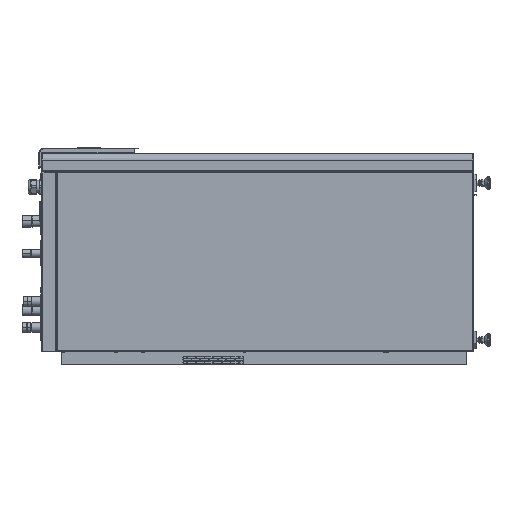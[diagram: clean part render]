
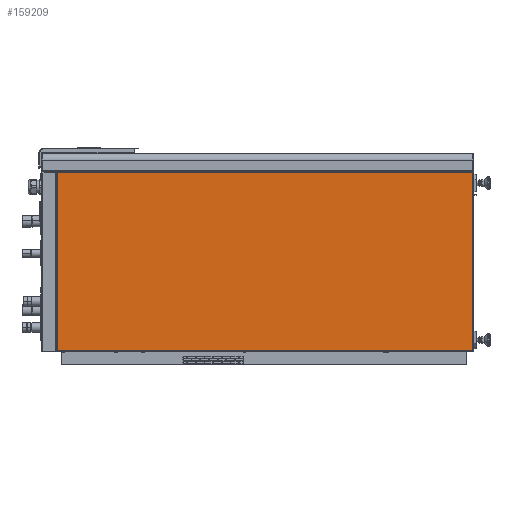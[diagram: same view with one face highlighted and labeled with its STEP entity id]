
A CAD part, left-side view. The second image highlights one B-rep face of the part: STEP entity #159209.
In plain terms, the highlighted planar face has unit normal (-1, 0, 0).
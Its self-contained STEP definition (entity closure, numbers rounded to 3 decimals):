
#5635=DIRECTION('',(0.,1.,0.));
#5636=VECTOR('',#5635,1530.);
#5637=CARTESIAN_POINT('',(-346.,-37.,-329.));
#5638=LINE('',#5637,#5636);
#11999=DIRECTION('',(0.,-1.,0.));
#12000=VECTOR('',#11999,1530.);
#12001=CARTESIAN_POINT('',(-346.,1493.,329.));
#12002=LINE('',#12001,#12000);
#55753=DIRECTION('',(0.,0.,1.));
#55754=VECTOR('',#55753,658.);
#55755=CARTESIAN_POINT('',(-346.,1493.,-329.));
#55756=LINE('',#55755,#55754);
#55834=DIRECTION('',(0.,0.,-1.));
#55835=VECTOR('',#55834,658.);
#55836=CARTESIAN_POINT('',(-346.,-37.,329.));
#55837=LINE('',#55836,#55835);
#87011=CARTESIAN_POINT('',(-346.,-37.,-329.));
#87012=CARTESIAN_POINT('',(-346.,1493.,-329.));
#87013=VERTEX_POINT('',#87011);
#87014=VERTEX_POINT('',#87012);
#87019=CARTESIAN_POINT('',(-346.,1493.,329.));
#87020=VERTEX_POINT('',#87019);
#87131=CARTESIAN_POINT('',(-346.,-37.,329.));
#87133=VERTEX_POINT('',#87131);
#159197=CARTESIAN_POINT('',(-346.,1493.,-331.));
#159198=DIRECTION('',(-1.,0.,0.));
#159199=DIRECTION('',(0.,0.,1.));
#159200=AXIS2_PLACEMENT_3D('',#159197,#159198,#159199);
#159201=PLANE('',#159200);
#159203=ORIENTED_EDGE('',*,*,#159202,.T.);
#159204=ORIENTED_EDGE('',*,*,#102521,.T.);
#159205=ORIENTED_EDGE('',*,*,#159119,.T.);
#159206=ORIENTED_EDGE('',*,*,#109236,.T.);
#159207=EDGE_LOOP('',(#159203,#159204,#159205,#159206));
#159208=FACE_OUTER_BOUND('',#159207,.F.);
#102521=EDGE_CURVE('',#87013,#87014,#5638,.T.);
#109236=EDGE_CURVE('',#87020,#87133,#12002,.T.);
#159119=EDGE_CURVE('',#87014,#87020,#55756,.T.);
#159202=EDGE_CURVE('',#87133,#87013,#55837,.T.);
#159209=ADVANCED_FACE('',(#159208),#159201,.T.);
